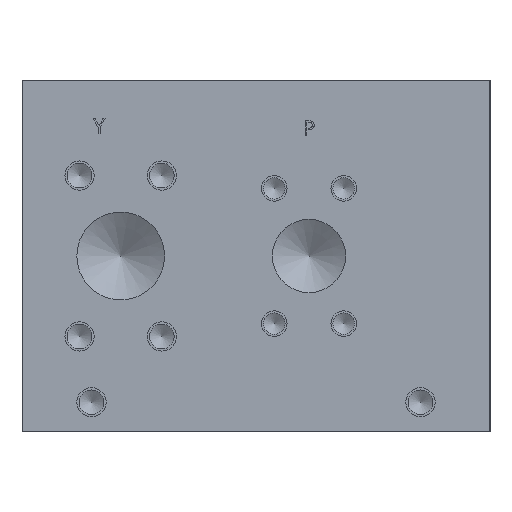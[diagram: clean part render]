
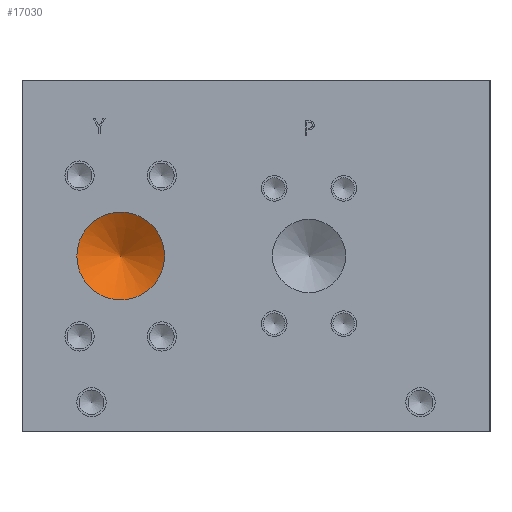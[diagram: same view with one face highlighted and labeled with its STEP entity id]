
A CAD part, left-side view. The second image highlights one B-rep face of the part: STEP entity #17030.
In plain terms, the highlighted conical face has half-angle 60 degrees and reference radius 9.525 mm.
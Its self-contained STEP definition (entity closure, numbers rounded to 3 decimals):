
#281=CONICAL_SURFACE('',#18355,9.525,1.047);
#870=CIRCLE('',#18356,19.05);
#871=CIRCLE('',#18357,19.05);
#2431=FACE_OUTER_BOUND('',#3492,.T.);
#3492=EDGE_LOOP('',(#15264,#15265,#15266,#15267));
#4973=LINE('',#29401,#6399);
#6399=VECTOR('',#22385,9.525);
#8386=VERTEX_POINT('',#29397);
#8387=VERTEX_POINT('',#29398);
#8388=VERTEX_POINT('',#29400);
#10727=EDGE_CURVE('',#8386,#8387,#870,.T.);
#10728=EDGE_CURVE('',#8387,#8388,#4973,.T.);
#10729=EDGE_CURVE('',#8387,#8386,#871,.T.);
#15264=ORIENTED_EDGE('',*,*,#10727,.T.);
#15265=ORIENTED_EDGE('',*,*,#10728,.T.);
#15266=ORIENTED_EDGE('',*,*,#10728,.F.);
#15267=ORIENTED_EDGE('',*,*,#10729,.T.);
#17030=ADVANCED_FACE('',(#2431),#281,.F.);
#18355=AXIS2_PLACEMENT_3D('',#29396,#22381,#22382);
#18356=AXIS2_PLACEMENT_3D('',#29399,#22383,#22384);
#18357=AXIS2_PLACEMENT_3D('',#29402,#22386,#22387);
#22381=DIRECTION('center_axis',(-1.,0.,0.));
#22382=DIRECTION('ref_axis',(0.,1.,0.));
#22383=DIRECTION('center_axis',(-1.,0.,0.));
#22384=DIRECTION('ref_axis',(0.,1.,0.));
#22385=DIRECTION('',(0.5,0.866,0.));
#22386=DIRECTION('center_axis',(-1.,0.,0.));
#22387=DIRECTION('ref_axis',(0.,1.,0.));
#29396=CARTESIAN_POINT('Origin',(16.498,160.35,76.2));
#29397=CARTESIAN_POINT('',(10.999,179.4,76.2));
#29398=CARTESIAN_POINT('',(10.999,141.3,76.2));
#29399=CARTESIAN_POINT('Origin',(10.999,160.35,76.2));
#29400=CARTESIAN_POINT('',(21.997,160.35,76.2));
#29401=CARTESIAN_POINT('',(16.498,150.825,76.2));
#29402=CARTESIAN_POINT('Origin',(10.999,160.35,76.2));
